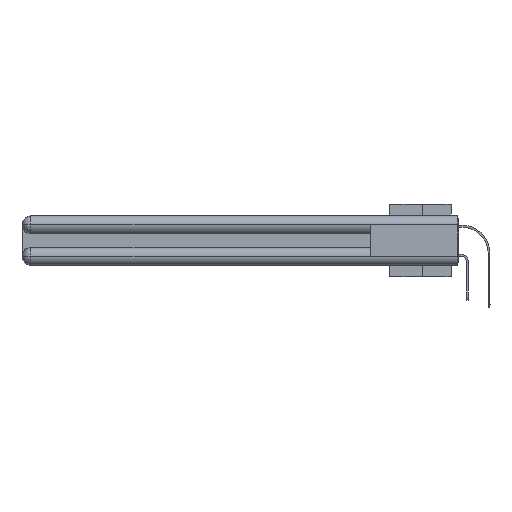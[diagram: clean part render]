
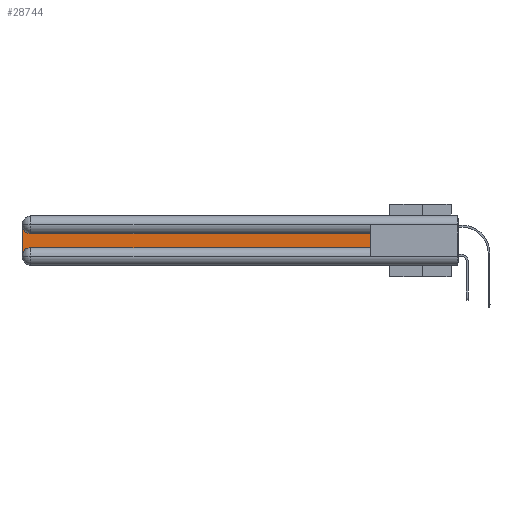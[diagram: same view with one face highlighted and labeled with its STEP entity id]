
A CAD part, left-side view. The second image highlights one B-rep face of the part: STEP entity #28744.
In plain terms, the highlighted planar face has unit normal (-1, 0, 0).
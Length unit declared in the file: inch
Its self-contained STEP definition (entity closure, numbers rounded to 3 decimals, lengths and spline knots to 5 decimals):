
#187 = ORIENTED_EDGE ( 'NONE', *, *, #2045, .T. ) ;
#886 = AXIS2_PLACEMENT_3D ( 'NONE', #18328, #28055, #14159 ) ;
#957 = ORIENTED_EDGE ( 'NONE', *, *, #17478, .T. ) ;
#1253 = CARTESIAN_POINT ( 'NONE',  ( 0.075, 3., -0.1225 ) ) ;
#1681 = VECTOR ( 'NONE', #12132, 39.37008 ) ;
#1757 = EDGE_CURVE ( 'NONE', #6517, #6120, #26592, .T. ) ;
#2045 = EDGE_CURVE ( 'NONE', #6120, #26339, #11972, .T. ) ;
#3482 = DIRECTION ( 'NONE',  ( 0., 0., -1. ) ) ;
#5291 = ORIENTED_EDGE ( 'NONE', *, *, #11241, .T. ) ;
#6120 = VERTEX_POINT ( 'NONE', #7517 ) ;
#6517 = VERTEX_POINT ( 'NONE', #7332 ) ;
#6999 = DIRECTION ( 'NONE',  ( 0., -1., 0. ) ) ;
#7127 = ORIENTED_EDGE ( 'NONE', *, *, #13971, .T. ) ;
#7332 = CARTESIAN_POINT ( 'NONE',  ( 0.075, 2.94, -0.1225 ) ) ;
#7517 = CARTESIAN_POINT ( 'NONE',  ( 0.075, 3., -0.0625 ) ) ;
#8207 = LINE ( 'NONE', #25914, #20349 ) ;
#8326 = CARTESIAN_POINT ( 'NONE',  ( 0.075, 2.94, -0.0625 ) ) ;
#8734 = DIRECTION ( 'NONE',  ( 1., 0., 0. ) ) ;
#9429 = CARTESIAN_POINT ( 'NONE',  ( 0.075, 3., -0.2175 ) ) ;
#9937 = VERTEX_POINT ( 'NONE', #26733 ) ;
#11121 = FACE_OUTER_BOUND ( 'NONE', #17158, .T. ) ;
#11241 = EDGE_CURVE ( 'NONE', #26339, #9937, #14125, .T. ) ;
#11261 = DIRECTION ( 'NONE',  ( 0., 0., 1. ) ) ;
#11972 = LINE ( 'NONE', #9429, #1681 ) ;
#12132 = DIRECTION ( 'NONE',  ( 0., 0., -1. ) ) ;
#13461 = DIRECTION ( 'NONE',  ( 0., 1., 0. ) ) ;
#13971 = EDGE_CURVE ( 'NONE', #9937, #16371, #28696, .T. ) ;
#14125 = CIRCLE ( 'NONE', #886, 0.06 ) ;
#14159 = DIRECTION ( 'NONE',  ( 0., 0., -1. ) ) ;
#14356 = VECTOR ( 'NONE', #11261, 39.37008 ) ;
#14587 = EDGE_CURVE ( 'NONE', #18524, #6517, #8207, .T. ) ;
#15825 = DIRECTION ( 'NONE',  ( 0., 0., -1. ) ) ;
#16371 = VERTEX_POINT ( 'NONE', #22090 ) ;
#16557 = CARTESIAN_POINT ( 'NONE',  ( 0.075, 0.6, -0.2175 ) ) ;
#16901 = AXIS2_PLACEMENT_3D ( 'NONE', #8326, #18215, #15825 ) ;
#17158 = EDGE_LOOP ( 'NONE', ( #26401, #19151, #187, #5291, #7127, #957 ) ) ;
#17478 = EDGE_CURVE ( 'NONE', #16371, #18524, #18591, .T. ) ;
#18215 = DIRECTION ( 'NONE',  ( 1., 0., 0. ) ) ;
#18328 = CARTESIAN_POINT ( 'NONE',  ( 0.075, 2.94, -0.2775 ) ) ;
#18524 = VERTEX_POINT ( 'NONE', #20845 ) ;
#18591 = LINE ( 'NONE', #28166, #14356 ) ;
#19151 = ORIENTED_EDGE ( 'NONE', *, *, #1757, .T. ) ;
#20349 = VECTOR ( 'NONE', #13461, 39.37008 ) ;
#20845 = CARTESIAN_POINT ( 'NONE',  ( 0.075, 0.6, -0.1225 ) ) ;
#21537 = AXIS2_PLACEMENT_3D ( 'NONE', #1253, #8734, #3482 ) ;
#22090 = CARTESIAN_POINT ( 'NONE',  ( 0.075, 0.6, -0.2175 ) ) ;
#25491 = PLANE ( 'NONE',  #21537 ) ;
#25842 = CARTESIAN_POINT ( 'NONE',  ( 0.075, 3., -0.2775 ) ) ;
#25914 = CARTESIAN_POINT ( 'NONE',  ( 0.075, 0.6, -0.1225 ) ) ;
#26339 = VERTEX_POINT ( 'NONE', #25842 ) ;
#26401 = ORIENTED_EDGE ( 'NONE', *, *, #14587, .T. ) ;
#26592 = CIRCLE ( 'NONE', #16901, 0.06 ) ;
#26733 = CARTESIAN_POINT ( 'NONE',  ( 0.075, 2.94, -0.2175 ) ) ;
#27456 = VECTOR ( 'NONE', #6999, 39.37008 ) ;
#28055 = DIRECTION ( 'NONE',  ( 1., 0., 0. ) ) ;
#28166 = CARTESIAN_POINT ( 'NONE',  ( 0.075, 0.6, -0.2175 ) ) ;
#28696 = LINE ( 'NONE', #16557, #27456 ) ;
#28744 = ADVANCED_FACE ( 'NONE', ( #11121 ), #25491, .F. ) ;
